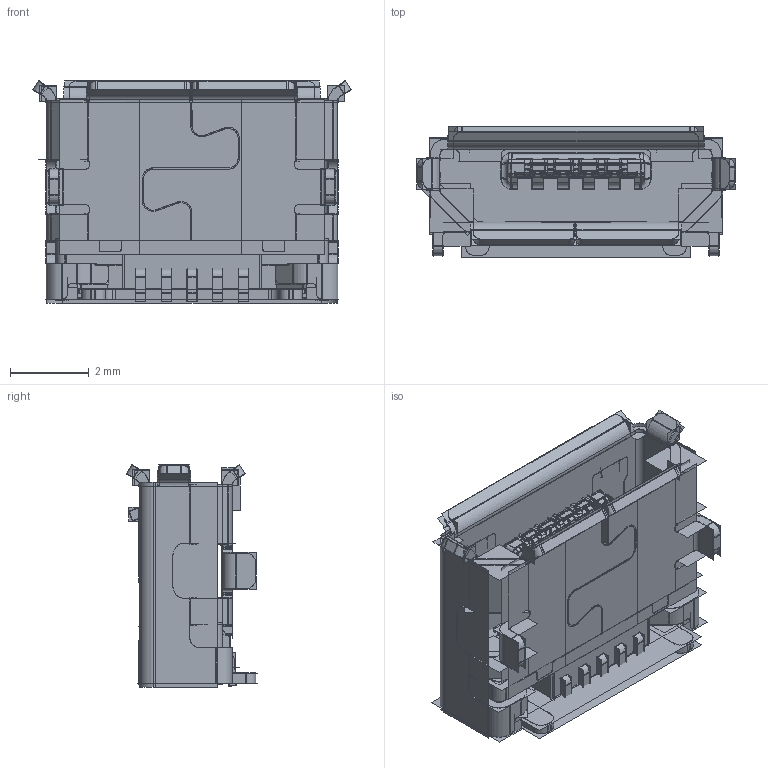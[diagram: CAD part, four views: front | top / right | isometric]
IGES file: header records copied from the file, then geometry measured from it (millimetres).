
Start section:  PTC IGES file: 10118194C.igs
Global section: file name: 10118194C.igs; native system: Creo Parametric by Parametric Technology Corporation; preprocessor: 2013150; author: taik; organization: Unknown; date: 20150311.142444; units: millimetre
Bounding box: 8.07 x 3.34 x 5.64 mm (x, y, z)
Volume: 40.5 mm3; surface area: 1241.1 mm2
Topology: 1 solids, 9 shells, 1538 faces, 8066 edges, 10078 vertices
Faces by surface type: bspline 986, revolution 532, extrusion 20
